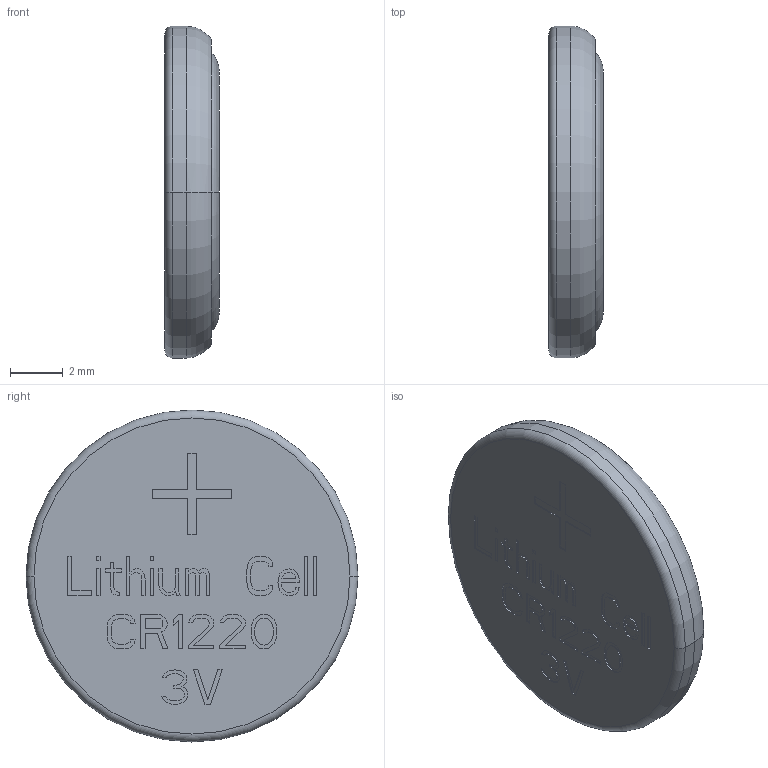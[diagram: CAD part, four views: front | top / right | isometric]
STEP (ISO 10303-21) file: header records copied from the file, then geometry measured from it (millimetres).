
FILE_DESCRIPTION((''),'2;1');
FILE_NAME('K_CR1220_LITHIUM-CELL','2017-02-27T',('lk'),(''),'PRO/ENGINEER BY PARAMETRIC TECHNOLOGY CORPORATION, 2010330','PRO/ENGINEER BY PARAMETRIC TECHNOLOGY CORPORATION, 2010330','');
FILE_SCHEMA(('CONFIG_CONTROL_DESIGN'));
Length unit declared in the file: millimetre
Products named in the file (1): K_CR1220_LITHIUM-CELL
Bounding box: 2.05 x 12.55 x 12.55 mm (x, y, z)
Volume: 232.7 mm3; surface area: 309.4 mm2
Topology: 1 solids, 1 shells, 503 faces, 1419 edges, 944 vertices
Faces by surface type: plane 493, torus 6, cylinder 2, cone 2
Entity records: 15963 total; most frequent: CARTESIAN_POINT 2866, ORIENTED_EDGE 2838, DIRECTION 2445, EDGE_CURVE 1419, VECTOR 1399, LINE 1399, VERTEX_POINT 944, EDGE_LOOP 529
